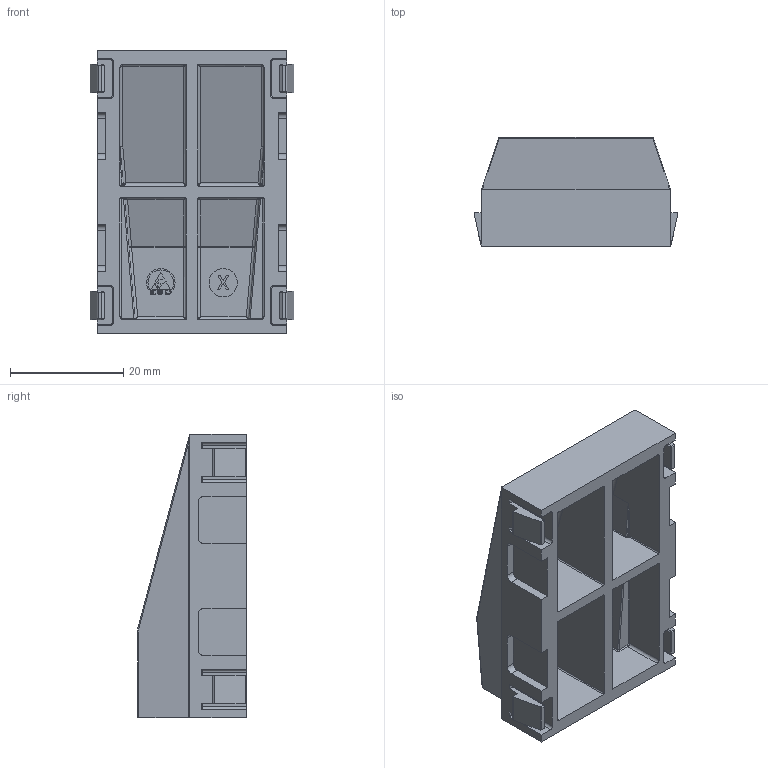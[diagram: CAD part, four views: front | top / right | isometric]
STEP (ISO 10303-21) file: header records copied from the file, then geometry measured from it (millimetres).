
FILE_DESCRIPTION(/* description */ (''),/* implementation_level */ '2;1');
FILE_NAME(/* name */ '13237_KriTec_Gleitrampe_schwarz_ESD.stp',/* time_stamp */ '2015-10-01T10:26:34+02:00',/* author */ ('kostic'),/* organization */ (''),/* preprocessor_version */ 'ST-DEVELOPER v15.2',/* originating_system */ 'Autodesk Inventor 2014',/* authorisation */ '');
FILE_SCHEMA (('CONFIG_CONTROL_DESIGN'));
Length unit declared in the file: millimetre
Products named in the file (1): 13237_KriTec_Gleitrampe_schwarz_ESD
Bounding box: 35.9 x 19.2 x 50 mm (x, y, z)
Volume: 11311.3 mm3; surface area: 10007.8 mm2
Topology: 1 solids, 1 shells, 426 faces, 1110 edges, 668 vertices
Faces by surface type: plane 203, cylinder 133, bspline 52, torus 20, sphere 18
Full cylindrical faces by diameter (mm): 5 x1
Entity records: 13737 total; most frequent: CARTESIAN_POINT 3517, ORIENTED_EDGE 2158, DIRECTION 2111, EDGE_CURVE 1079, LINE 707, VECTOR 707, AXIS2_PLACEMENT_3D 702, VERTEX_POINT 668
